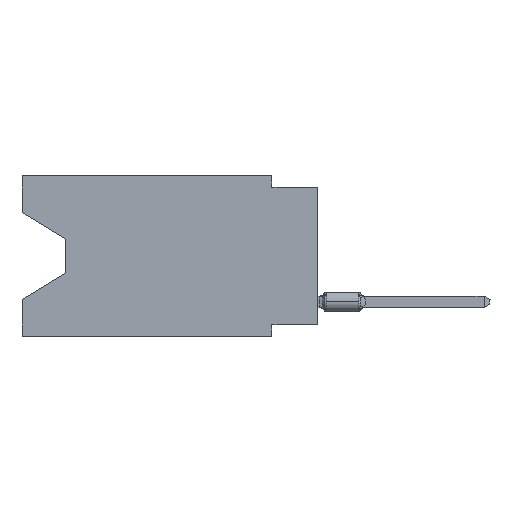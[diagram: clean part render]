
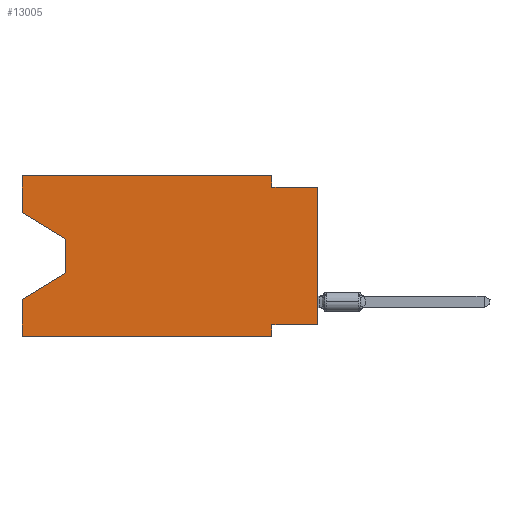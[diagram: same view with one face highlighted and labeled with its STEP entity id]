
A CAD part, left-side view. The second image highlights one B-rep face of the part: STEP entity #13005.
In plain terms, the highlighted planar face has unit normal (-1, 0, 0).
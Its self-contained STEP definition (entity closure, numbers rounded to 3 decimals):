
#248 = AXIS2_PLACEMENT_3D ( 'NONE', #30829, #17534, #24496 ) ;
#262 = DIRECTION ( 'NONE',  ( 0., 0., 1. ) ) ;
#311 = DIRECTION ( 'NONE',  ( 0., 0., 1. ) ) ;
#1034 = ORIENTED_EDGE ( 'NONE', *, *, #31166, .F. ) ;
#1053 = DIRECTION ( 'NONE',  ( 0., 0., -1. ) ) ;
#1098 = VECTOR ( 'NONE', #27039, 1000. ) ;
#1315 = VECTOR ( 'NONE', #8768, 1000. ) ;
#2902 = CARTESIAN_POINT ( 'NONE',  ( 0., 0., -8.255 ) ) ;
#3292 = EDGE_LOOP ( 'NONE', ( #7565, #17475, #7326, #27098, #27208, #1034, #18083, #32370, #6594, #3645, #31597, #7422 ) ) ;
#3589 = CARTESIAN_POINT ( 'NONE',  ( 0., 16.383, -6.852 ) ) ;
#3645 = ORIENTED_EDGE ( 'NONE', *, *, #12060, .F. ) ;
#3731 = VECTOR ( 'NONE', #32076, 1000. ) ;
#4837 = LINE ( 'NONE', #5011, #3731 ) ;
#5011 = CARTESIAN_POINT ( 'NONE',  ( 0., 16.383, -8.89 ) ) ;
#5116 = CARTESIAN_POINT ( 'NONE',  ( 0., 0., -8.255 ) ) ;
#5287 = DIRECTION ( 'NONE',  ( 0., -1., 0. ) ) ;
#6594 = ORIENTED_EDGE ( 'NONE', *, *, #34303, .F. ) ;
#7248 = VERTEX_POINT ( 'NONE', #3589 ) ;
#7326 = ORIENTED_EDGE ( 'NONE', *, *, #12137, .T. ) ;
#7348 = CARTESIAN_POINT ( 'NONE',  ( 0., 2.54, -8.255 ) ) ;
#7422 = ORIENTED_EDGE ( 'NONE', *, *, #23895, .F. ) ;
#7565 = ORIENTED_EDGE ( 'NONE', *, *, #23083, .T. ) ;
#7582 = EDGE_CURVE ( 'NONE', #29261, #13242, #4837, .T. ) ;
#8001 = LINE ( 'NONE', #13941, #33133 ) ;
#8129 = LINE ( 'NONE', #26985, #22517 ) ;
#8607 = VERTEX_POINT ( 'NONE', #16789 ) ;
#8645 = DIRECTION ( 'NONE',  ( 0., 1., 0. ) ) ;
#8768 = DIRECTION ( 'NONE',  ( 0., 0.855, -0.519 ) ) ;
#10188 = CARTESIAN_POINT ( 'NONE',  ( 0., 16.383, -2.038 ) ) ;
#10220 = DIRECTION ( 'NONE',  ( 0., 0., 1. ) ) ;
#10280 = VECTOR ( 'NONE', #8645, 1000. ) ;
#10544 = LINE ( 'NONE', #28699, #22459 ) ;
#11056 = DIRECTION ( 'NONE',  ( 0., 0., -1. ) ) ;
#11143 = LINE ( 'NONE', #21788, #21383 ) ;
#11309 = EDGE_CURVE ( 'NONE', #16402, #29715, #11143, .T. ) ;
#11802 = PLANE ( 'NONE',  #248 ) ;
#12060 = EDGE_CURVE ( 'NONE', #29715, #18655, #26941, .T. ) ;
#12137 = EDGE_CURVE ( 'NONE', #8607, #7248, #22036, .T. ) ;
#13005 = ADVANCED_FACE ( 'NONE', ( #28210 ), #11802, .F. ) ;
#13017 = CARTESIAN_POINT ( 'NONE',  ( 0., 0., 0. ) ) ;
#13242 = VERTEX_POINT ( 'NONE', #14684 ) ;
#13941 = CARTESIAN_POINT ( 'NONE',  ( 0., 16.383, 0. ) ) ;
#14332 = LINE ( 'NONE', #24985, #27129 ) ;
#14587 = CARTESIAN_POINT ( 'NONE',  ( 0., 2.54, -8.89 ) ) ;
#14684 = CARTESIAN_POINT ( 'NONE',  ( 0., 2.54, -8.89 ) ) ;
#14910 = EDGE_CURVE ( 'NONE', #24702, #8607, #14332, .T. ) ;
#15737 = VERTEX_POINT ( 'NONE', #20990 ) ;
#16402 = VERTEX_POINT ( 'NONE', #23578 ) ;
#16789 = CARTESIAN_POINT ( 'NONE',  ( 0., 13.97, -5.385 ) ) ;
#16924 = VECTOR ( 'NONE', #31359, 1000. ) ;
#17475 = ORIENTED_EDGE ( 'NONE', *, *, #14910, .T. ) ;
#17534 = DIRECTION ( 'NONE',  ( 1., 0., 0. ) ) ;
#17554 = VERTEX_POINT ( 'NONE', #5116 ) ;
#17644 = VECTOR ( 'NONE', #10220, 1000. ) ;
#18083 = ORIENTED_EDGE ( 'NONE', *, *, #24373, .F. ) ;
#18655 = VERTEX_POINT ( 'NONE', #20852 ) ;
#18795 = LINE ( 'NONE', #2902, #10280 ) ;
#20852 = CARTESIAN_POINT ( 'NONE',  ( 0., 2.54, -0.635 ) ) ;
#20880 = LINE ( 'NONE', #31024, #16924 ) ;
#20990 = CARTESIAN_POINT ( 'NONE',  ( 0., 0., -0.635 ) ) ;
#21383 = VECTOR ( 'NONE', #27698, 1000. ) ;
#21442 = EDGE_CURVE ( 'NONE', #17554, #15737, #26646, .T. ) ;
#21788 = CARTESIAN_POINT ( 'NONE',  ( 0., 16.383, 0. ) ) ;
#21872 = CARTESIAN_POINT ( 'NONE',  ( 0., 2.54, 0. ) ) ;
#22036 = LINE ( 'NONE', #32699, #1315 ) ;
#22459 = VECTOR ( 'NONE', #5287, 1000. ) ;
#22517 = VECTOR ( 'NONE', #262, 1000. ) ;
#23083 = EDGE_CURVE ( 'NONE', #34416, #24702, #20880, .T. ) ;
#23144 = EDGE_CURVE ( 'NONE', #29261, #7248, #8129, .T. ) ;
#23499 = VERTEX_POINT ( 'NONE', #7348 ) ;
#23578 = CARTESIAN_POINT ( 'NONE',  ( 0., 16.383, 0. ) ) ;
#23610 = VECTOR ( 'NONE', #11056, 1000. ) ;
#23895 = EDGE_CURVE ( 'NONE', #34416, #16402, #8001, .T. ) ;
#24373 = EDGE_CURVE ( 'NONE', #17554, #23499, #18795, .T. ) ;
#24496 = DIRECTION ( 'NONE',  ( 0., 0., -1. ) ) ;
#24702 = VERTEX_POINT ( 'NONE', #26789 ) ;
#24985 = CARTESIAN_POINT ( 'NONE',  ( 0., 13.97, -3.505 ) ) ;
#26646 = LINE ( 'NONE', #13017, #17644 ) ;
#26789 = CARTESIAN_POINT ( 'NONE',  ( 0., 13.97, -3.505 ) ) ;
#26941 = LINE ( 'NONE', #21872, #23610 ) ;
#26985 = CARTESIAN_POINT ( 'NONE',  ( 0., 16.383, 0. ) ) ;
#27039 = DIRECTION ( 'NONE',  ( 0., 0., -1. ) ) ;
#27098 = ORIENTED_EDGE ( 'NONE', *, *, #23144, .F. ) ;
#27129 = VECTOR ( 'NONE', #1053, 1000. ) ;
#27208 = ORIENTED_EDGE ( 'NONE', *, *, #7582, .T. ) ;
#27698 = DIRECTION ( 'NONE',  ( 0., -1., 0. ) ) ;
#27857 = LINE ( 'NONE', #14587, #1098 ) ;
#28210 = FACE_OUTER_BOUND ( 'NONE', #3292, .T. ) ;
#28699 = CARTESIAN_POINT ( 'NONE',  ( 0., 0., -0.635 ) ) ;
#29261 = VERTEX_POINT ( 'NONE', #34564 ) ;
#29715 = VERTEX_POINT ( 'NONE', #32582 ) ;
#30829 = CARTESIAN_POINT ( 'NONE',  ( 0., 16.383, 0. ) ) ;
#31024 = CARTESIAN_POINT ( 'NONE',  ( 0., 16.383, -2.038 ) ) ;
#31166 = EDGE_CURVE ( 'NONE', #23499, #13242, #27857, .T. ) ;
#31359 = DIRECTION ( 'NONE',  ( 0., -0.855, -0.519 ) ) ;
#31597 = ORIENTED_EDGE ( 'NONE', *, *, #11309, .F. ) ;
#32076 = DIRECTION ( 'NONE',  ( 0., -1., 0. ) ) ;
#32370 = ORIENTED_EDGE ( 'NONE', *, *, #21442, .T. ) ;
#32582 = CARTESIAN_POINT ( 'NONE',  ( 0., 2.54, 0. ) ) ;
#32699 = CARTESIAN_POINT ( 'NONE',  ( 0., 13.97, -5.385 ) ) ;
#33133 = VECTOR ( 'NONE', #311, 1000. ) ;
#34303 = EDGE_CURVE ( 'NONE', #18655, #15737, #10544, .T. ) ;
#34416 = VERTEX_POINT ( 'NONE', #10188 ) ;
#34564 = CARTESIAN_POINT ( 'NONE',  ( 0., 16.383, -8.89 ) ) ;
